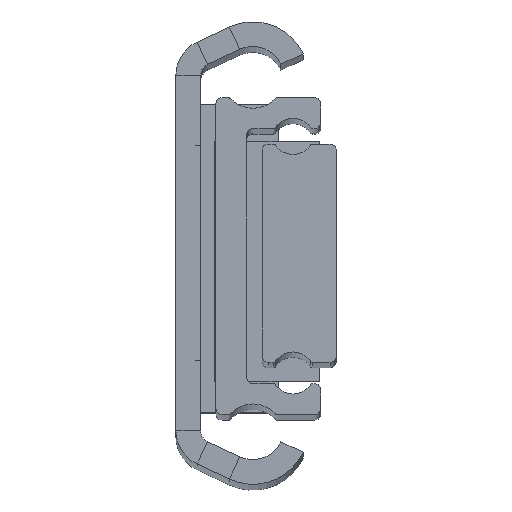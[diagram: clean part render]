
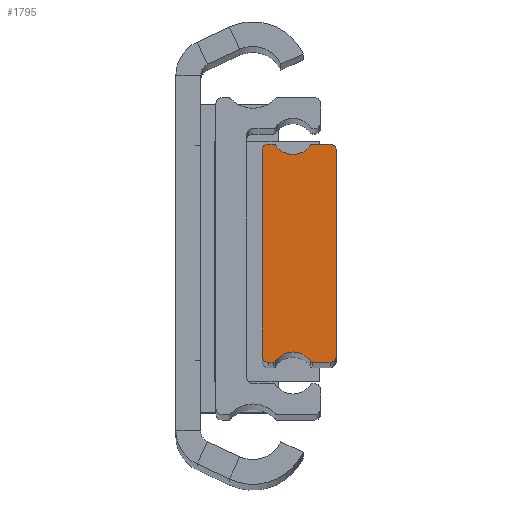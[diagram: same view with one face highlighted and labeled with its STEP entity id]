
A CAD part, top view. The second image highlights one B-rep face of the part: STEP entity #1795.
In plain terms, the highlighted planar face has unit normal (0, 0, 1).
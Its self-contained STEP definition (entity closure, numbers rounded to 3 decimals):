
#17 = CARTESIAN_POINT ( 'NONE',  ( -11., -17.687, 0. ) ) ;
#19 = ORIENTED_EDGE ( 'NONE', *, *, #3812, .T. ) ;
#67 = CARTESIAN_POINT ( 'NONE',  ( -11., -16.687, 0. ) ) ;
#68 = CARTESIAN_POINT ( 'NONE',  ( -7., 19.412, 0. ) ) ;
#91 = VECTOR ( 'NONE', #4221, 1000. ) ;
#93 = DIRECTION ( 'NONE',  ( 0., 0., -1. ) ) ;
#119 = ORIENTED_EDGE ( 'NONE', *, *, #826, .T. ) ;
#221 = AXIS2_PLACEMENT_3D ( 'NONE', #851, #417, #2944 ) ;
#244 = CARTESIAN_POINT ( 'NONE',  ( 0., -16.688, 0. ) ) ;
#275 = ORIENTED_EDGE ( 'NONE', *, *, #4143, .T. ) ;
#417 = DIRECTION ( 'NONE',  ( 0., 0., -1. ) ) ;
#497 = ORIENTED_EDGE ( 'NONE', *, *, #3943, .T. ) ;
#503 = CARTESIAN_POINT ( 'NONE',  ( -12., 16.688, 0. ) ) ;
#525 = CARTESIAN_POINT ( 'NONE',  ( -10.203, -17.688, 0. ) ) ;
#578 = AXIS2_PLACEMENT_3D ( 'NONE', #2210, #3039, #3863 ) ;
#826 = EDGE_CURVE ( 'NONE', #4385, #1291, #4117, .T. ) ;
#828 = VECTOR ( 'NONE', #2385, 1000. ) ;
#851 = CARTESIAN_POINT ( 'NONE',  ( -7., -19.412, 0. ) ) ;
#866 = VECTOR ( 'NONE', #3704, 1000. ) ;
#887 = CIRCLE ( 'NONE', #3600, 0.5 ) ;
#915 = DIRECTION ( 'NONE',  ( 1., 0., 0. ) ) ;
#949 = CARTESIAN_POINT ( 'NONE',  ( -9.792, 17.473, 0. ) ) ;
#977 = VERTEX_POINT ( 'NONE', #1040 ) ;
#1004 = VERTEX_POINT ( 'NONE', #1841 ) ;
#1013 = EDGE_CURVE ( 'NONE', #1367, #3394, #2607, .T. ) ;
#1019 = VERTEX_POINT ( 'NONE', #244 ) ;
#1040 = CARTESIAN_POINT ( 'NONE',  ( -1., 17.688, 0. ) ) ;
#1158 = CIRCLE ( 'NONE', #221, 3.4 ) ;
#1163 = DIRECTION ( 'NONE',  ( 1., 0., 0. ) ) ;
#1251 = CARTESIAN_POINT ( 'NONE',  ( -1., -17.688, 0. ) ) ;
#1262 = ORIENTED_EDGE ( 'NONE', *, *, #2428, .T. ) ;
#1283 = CARTESIAN_POINT ( 'NONE',  ( -3.797, -17.688, 0. ) ) ;
#1291 = VERTEX_POINT ( 'NONE', #1251 ) ;
#1299 = AXIS2_PLACEMENT_3D ( 'NONE', #3837, #3327, #2617 ) ;
#1329 = CARTESIAN_POINT ( 'NONE',  ( -10.203, 17.688, 0. ) ) ;
#1338 = DIRECTION ( 'NONE',  ( 1., 0., 0. ) ) ;
#1367 = VERTEX_POINT ( 'NONE', #503 ) ;
#1371 = EDGE_CURVE ( 'NONE', #3394, #2895, #1975, .T. ) ;
#1382 = CIRCLE ( 'NONE', #2317, 1. ) ;
#1465 = ORIENTED_EDGE ( 'NONE', *, *, #2948, .T. ) ;
#1533 = CARTESIAN_POINT ( 'NONE',  ( -3.797, -17.188, 0. ) ) ;
#1551 = CARTESIAN_POINT ( 'NONE',  ( -1., -16.688, 0. ) ) ;
#1559 = CARTESIAN_POINT ( 'NONE',  ( -4.208, 17.473, 0. ) ) ;
#1644 = EDGE_CURVE ( 'NONE', #977, #2223, #4050, .T. ) ;
#1662 = EDGE_CURVE ( 'NONE', #4284, #1367, #1382, .T. ) ;
#1703 = CARTESIAN_POINT ( 'NONE',  ( -3.797, -17.688, 0. ) ) ;
#1712 = DIRECTION ( 'NONE',  ( 0., 0., 1. ) ) ;
#1724 = LINE ( 'NONE', #17, #1834 ) ;
#1795 = ADVANCED_FACE ( 'NONE', ( #2136 ), #3015, .T. ) ;
#1834 = VECTOR ( 'NONE', #4533, 1000. ) ;
#1841 = CARTESIAN_POINT ( 'NONE',  ( -9.792, -17.473, 0. ) ) ;
#1874 = ORIENTED_EDGE ( 'NONE', *, *, #3556, .T. ) ;
#1919 = LINE ( 'NONE', #2763, #828 ) ;
#1935 = CARTESIAN_POINT ( 'NONE',  ( -11., 17.688, 0. ) ) ;
#1975 = CIRCLE ( 'NONE', #4930, 1. ) ;
#2027 = ORIENTED_EDGE ( 'NONE', *, *, #3855, .T. ) ;
#2040 = DIRECTION ( 'NONE',  ( 1., 0., 0. ) ) ;
#2136 = FACE_OUTER_BOUND ( 'NONE', #3467, .T. ) ;
#2210 = CARTESIAN_POINT ( 'NONE',  ( -3.797, 17.188, 0. ) ) ;
#2223 = VERTEX_POINT ( 'NONE', #4200 ) ;
#2252 = CIRCLE ( 'NONE', #4614, 1. ) ;
#2267 = CARTESIAN_POINT ( 'NONE',  ( -12., 16.688, 0. ) ) ;
#2284 = DIRECTION ( 'NONE',  ( 1., 0., 0. ) ) ;
#2317 = AXIS2_PLACEMENT_3D ( 'NONE', #2381, #4817, #3208 ) ;
#2381 = CARTESIAN_POINT ( 'NONE',  ( -11., 16.687, 0. ) ) ;
#2385 = DIRECTION ( 'NONE',  ( 0., 1., 0. ) ) ;
#2428 = EDGE_CURVE ( 'NONE', #4590, #3805, #3786, .T. ) ;
#2434 = CARTESIAN_POINT ( 'NONE',  ( -1., 17.688, 0. ) ) ;
#2449 = EDGE_CURVE ( 'NONE', #1004, #4783, #1158, .T. ) ;
#2527 = ORIENTED_EDGE ( 'NONE', *, *, #4737, .T. ) ;
#2569 = VERTEX_POINT ( 'NONE', #525 ) ;
#2607 = LINE ( 'NONE', #2267, #91 ) ;
#2611 = CARTESIAN_POINT ( 'NONE',  ( -11., -17.687, 0. ) ) ;
#2617 = DIRECTION ( 'NONE',  ( 1., 0., 0. ) ) ;
#2703 = ORIENTED_EDGE ( 'NONE', *, *, #1662, .T. ) ;
#2756 = EDGE_CURVE ( 'NONE', #1019, #3118, #1919, .T. ) ;
#2760 = AXIS2_PLACEMENT_3D ( 'NONE', #4550, #1712, #3281 ) ;
#2763 = CARTESIAN_POINT ( 'NONE',  ( 0., -16.688, 0. ) ) ;
#2895 = VERTEX_POINT ( 'NONE', #2611 ) ;
#2944 = DIRECTION ( 'NONE',  ( 1., 0., 0. ) ) ;
#2948 = EDGE_CURVE ( 'NONE', #2223, #4590, #4476, .T. ) ;
#3015 = PLANE ( 'NONE',  #1299 ) ;
#3039 = DIRECTION ( 'NONE',  ( 0., 0., 1. ) ) ;
#3118 = VERTEX_POINT ( 'NONE', #3589 ) ;
#3155 = DIRECTION ( 'NONE',  ( 0., 0., 1. ) ) ;
#3160 = ORIENTED_EDGE ( 'NONE', *, *, #2449, .T. ) ;
#3180 = DIRECTION ( 'NONE',  ( 0., 0., 1. ) ) ;
#3208 = DIRECTION ( 'NONE',  ( 1., 0., 0. ) ) ;
#3217 = ORIENTED_EDGE ( 'NONE', *, *, #1013, .T. ) ;
#3281 = DIRECTION ( 'NONE',  ( 1., 0., 0. ) ) ;
#3285 = DIRECTION ( 'NONE',  ( 1., 0., 0. ) ) ;
#3311 = DIRECTION ( 'NONE',  ( 1., 0., 0. ) ) ;
#3326 = ORIENTED_EDGE ( 'NONE', *, *, #4310, .T. ) ;
#3327 = DIRECTION ( 'NONE',  ( 0., 0., 1. ) ) ;
#3346 = CIRCLE ( 'NONE', #3429, 0.5 ) ;
#3391 = CARTESIAN_POINT ( 'NONE',  ( -12., -16.687, 0. ) ) ;
#3394 = VERTEX_POINT ( 'NONE', #3391 ) ;
#3429 = AXIS2_PLACEMENT_3D ( 'NONE', #3441, #5067, #2284 ) ;
#3441 = CARTESIAN_POINT ( 'NONE',  ( -10.203, -17.188, 0. ) ) ;
#3467 = EDGE_LOOP ( 'NONE', ( #2703, #3217, #4016, #2527, #19, #3160, #1874, #119, #2027, #4937, #3326, #3789, #1465, #1262, #497, #275 ) ) ;
#3556 = EDGE_CURVE ( 'NONE', #4783, #4385, #887, .T. ) ;
#3589 = CARTESIAN_POINT ( 'NONE',  ( 0., 16.688, 0. ) ) ;
#3600 = AXIS2_PLACEMENT_3D ( 'NONE', #1533, #3710, #3285 ) ;
#3604 = VERTEX_POINT ( 'NONE', #1329 ) ;
#3608 = CIRCLE ( 'NONE', #3781, 1. ) ;
#3687 = VECTOR ( 'NONE', #4437, 1000. ) ;
#3704 = DIRECTION ( 'NONE',  ( -1., 0., 0. ) ) ;
#3710 = DIRECTION ( 'NONE',  ( 0., 0., 1. ) ) ;
#3781 = AXIS2_PLACEMENT_3D ( 'NONE', #5163, #3155, #915 ) ;
#3786 = CIRCLE ( 'NONE', #3957, 3.4 ) ;
#3789 = ORIENTED_EDGE ( 'NONE', *, *, #1644, .T. ) ;
#3805 = VERTEX_POINT ( 'NONE', #949 ) ;
#3812 = EDGE_CURVE ( 'NONE', #2569, #1004, #3346, .T. ) ;
#3837 = CARTESIAN_POINT ( 'NONE',  ( -11., 16.687, 0. ) ) ;
#3855 = EDGE_CURVE ( 'NONE', #1291, #1019, #2252, .T. ) ;
#3863 = DIRECTION ( 'NONE',  ( 1., 0., 0. ) ) ;
#3943 = EDGE_CURVE ( 'NONE', #3805, #3604, #4108, .T. ) ;
#3957 = AXIS2_PLACEMENT_3D ( 'NONE', #68, #93, #3311 ) ;
#3976 = LINE ( 'NONE', #4813, #3687 ) ;
#4016 = ORIENTED_EDGE ( 'NONE', *, *, #1371, .T. ) ;
#4050 = LINE ( 'NONE', #2434, #866 ) ;
#4108 = CIRCLE ( 'NONE', #2760, 0.5 ) ;
#4117 = LINE ( 'NONE', #1703, #4846 ) ;
#4143 = EDGE_CURVE ( 'NONE', #3604, #4284, #3976, .T. ) ;
#4200 = CARTESIAN_POINT ( 'NONE',  ( -3.797, 17.688, 0. ) ) ;
#4221 = DIRECTION ( 'NONE',  ( 0., -1., 0. ) ) ;
#4268 = DIRECTION ( 'NONE',  ( 0., 0., 1. ) ) ;
#4284 = VERTEX_POINT ( 'NONE', #1935 ) ;
#4310 = EDGE_CURVE ( 'NONE', #3118, #977, #3608, .T. ) ;
#4385 = VERTEX_POINT ( 'NONE', #1283 ) ;
#4437 = DIRECTION ( 'NONE',  ( -1., 0., 0. ) ) ;
#4476 = CIRCLE ( 'NONE', #578, 0.5 ) ;
#4533 = DIRECTION ( 'NONE',  ( 1., 0., 0. ) ) ;
#4550 = CARTESIAN_POINT ( 'NONE',  ( -10.203, 17.188, 0. ) ) ;
#4590 = VERTEX_POINT ( 'NONE', #1559 ) ;
#4614 = AXIS2_PLACEMENT_3D ( 'NONE', #1551, #3180, #1163 ) ;
#4737 = EDGE_CURVE ( 'NONE', #2895, #2569, #1724, .T. ) ;
#4783 = VERTEX_POINT ( 'NONE', #4905 ) ;
#4813 = CARTESIAN_POINT ( 'NONE',  ( -10.203, 17.688, 0. ) ) ;
#4817 = DIRECTION ( 'NONE',  ( 0., 0., 1. ) ) ;
#4846 = VECTOR ( 'NONE', #1338, 1000. ) ;
#4905 = CARTESIAN_POINT ( 'NONE',  ( -4.208, -17.473, 0. ) ) ;
#4930 = AXIS2_PLACEMENT_3D ( 'NONE', #67, #4268, #2040 ) ;
#4937 = ORIENTED_EDGE ( 'NONE', *, *, #2756, .T. ) ;
#5067 = DIRECTION ( 'NONE',  ( 0., 0., 1. ) ) ;
#5163 = CARTESIAN_POINT ( 'NONE',  ( -1., 16.688, 0. ) ) ;
